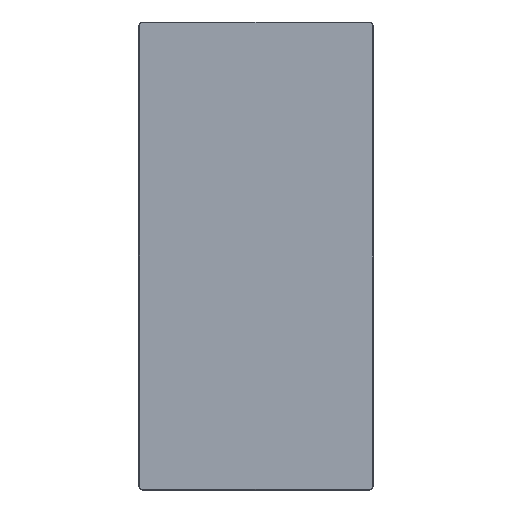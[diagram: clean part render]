
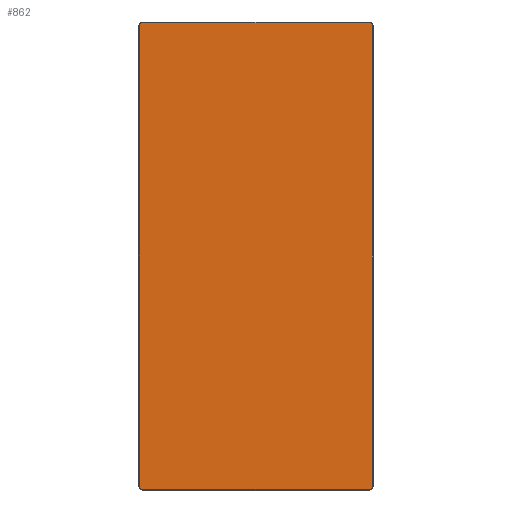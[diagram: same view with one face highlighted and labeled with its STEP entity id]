
A CAD part, front view. The second image highlights one B-rep face of the part: STEP entity #862.
In plain terms, the highlighted planar face has unit normal (0, -1, 0).
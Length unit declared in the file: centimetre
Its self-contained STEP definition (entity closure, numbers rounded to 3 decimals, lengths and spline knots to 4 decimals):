
#80=PLANE('',#934);
#134=FACE_OUTER_BOUND('',#190,.T.);
#190=EDGE_LOOP('',(#670,#671,#672,#673,#674,#675,#676,#677));
#235=CIRCLE('',#914,1.7);
#237=CIRCLE('',#918,1.7);
#239=CIRCLE('',#922,1.7);
#241=CIRCLE('',#926,1.7);
#248=LINE('',#1275,#348);
#252=LINE('',#1287,#352);
#256=LINE('',#1299,#356);
#260=LINE('',#1310,#360);
#348=VECTOR('',#1008,1.);
#352=VECTOR('',#1020,1.);
#356=VECTOR('',#1032,1.);
#360=VECTOR('',#1044,1.);
#446=VERTEX_POINT('',#1265);
#449=VERTEX_POINT('',#1270);
#450=VERTEX_POINT('',#1274);
#452=VERTEX_POINT('',#1280);
#454=VERTEX_POINT('',#1286);
#456=VERTEX_POINT('',#1292);
#458=VERTEX_POINT('',#1298);
#460=VERTEX_POINT('',#1304);
#513=EDGE_CURVE('',#449,#446,#235,.T.);
#514=EDGE_CURVE('',#446,#450,#248,.T.);
#519=EDGE_CURVE('',#450,#452,#237,.T.);
#520=EDGE_CURVE('',#452,#454,#252,.T.);
#525=EDGE_CURVE('',#454,#456,#239,.T.);
#526=EDGE_CURVE('',#456,#458,#256,.T.);
#531=EDGE_CURVE('',#458,#460,#241,.T.);
#532=EDGE_CURVE('',#460,#449,#260,.T.);
#670=ORIENTED_EDGE('',*,*,#513,.F.);
#671=ORIENTED_EDGE('',*,*,#532,.F.);
#672=ORIENTED_EDGE('',*,*,#531,.F.);
#673=ORIENTED_EDGE('',*,*,#526,.F.);
#674=ORIENTED_EDGE('',*,*,#525,.F.);
#675=ORIENTED_EDGE('',*,*,#520,.F.);
#676=ORIENTED_EDGE('',*,*,#519,.F.);
#677=ORIENTED_EDGE('',*,*,#514,.F.);
#862=ADVANCED_FACE('',(#134),#80,.F.);
#914=AXIS2_PLACEMENT_3D('',#1272,#1004,#1005);
#918=AXIS2_PLACEMENT_3D('',#1284,#1016,#1017);
#922=AXIS2_PLACEMENT_3D('',#1296,#1028,#1029);
#926=AXIS2_PLACEMENT_3D('',#1308,#1040,#1041);
#934=AXIS2_PLACEMENT_3D('',#1330,#1065,#1066);
#1004=DIRECTION('center_axis',(0.,1.,0.));
#1005=DIRECTION('ref_axis',(-0.707,0.,0.707));
#1008=DIRECTION('',(1.,0.,0.));
#1016=DIRECTION('center_axis',(0.,1.,0.));
#1017=DIRECTION('ref_axis',(0.707,0.,0.707));
#1020=DIRECTION('',(0.,0.,-1.));
#1028=DIRECTION('center_axis',(0.,1.,0.));
#1029=DIRECTION('ref_axis',(0.707,0.,-0.707));
#1032=DIRECTION('',(-1.,0.,0.));
#1040=DIRECTION('center_axis',(0.,1.,0.));
#1041=DIRECTION('ref_axis',(-0.707,0.,-0.707));
#1044=DIRECTION('',(0.,0.,1.));
#1065=DIRECTION('center_axis',(0.,1.,0.));
#1066=DIRECTION('ref_axis',(0.,0.,-1.));
#1265=CARTESIAN_POINT('',(2.,0.,-0.3));
#1270=CARTESIAN_POINT('',(0.3,0.,-2.));
#1272=CARTESIAN_POINT('Origin',(2.,0.,-2.));
#1274=CARTESIAN_POINT('',(123.,0.,-0.3));
#1275=CARTESIAN_POINT('',(62.5,0.,-0.3));
#1280=CARTESIAN_POINT('',(124.7,0.,-2.));
#1284=CARTESIAN_POINT('Origin',(123.,0.,-2.));
#1286=CARTESIAN_POINT('',(124.7,0.,-248.));
#1287=CARTESIAN_POINT('',(124.7,0.,-125.));
#1292=CARTESIAN_POINT('',(123.,0.,-249.7));
#1296=CARTESIAN_POINT('Origin',(123.,0.,-248.));
#1298=CARTESIAN_POINT('',(2.,0.,-249.7));
#1299=CARTESIAN_POINT('',(62.5,0.,-249.7));
#1304=CARTESIAN_POINT('',(0.3,0.,-248.));
#1308=CARTESIAN_POINT('Origin',(2.,0.,-248.));
#1310=CARTESIAN_POINT('',(0.3,0.,-125.));
#1330=CARTESIAN_POINT('Origin',(62.5,0.,-125.));
